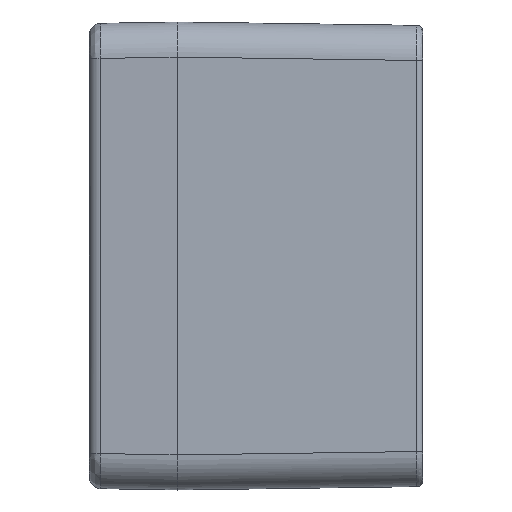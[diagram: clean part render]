
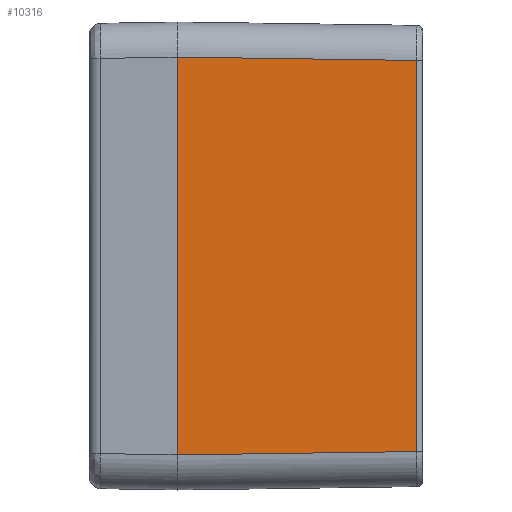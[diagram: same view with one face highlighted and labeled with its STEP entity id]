
A CAD part, left-side view. The second image highlights one B-rep face of the part: STEP entity #10316.
In plain terms, the highlighted planar face has unit normal (-1, -0.014, 0).
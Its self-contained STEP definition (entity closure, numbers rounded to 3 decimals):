
#141 = EDGE_CURVE ( 'NONE', #2691, #7672, #12402, .T. ) ;
#207 = PLANE ( 'NONE',  #6206 ) ;
#704 = ORIENTED_EDGE ( 'NONE', *, *, #8816, .F. ) ;
#761 = B_SPLINE_CURVE_WITH_KNOTS ( 'NONE', 3,
 ( #3046, #10709, #8544, #12921 ),
 .UNSPECIFIED., .F., .F.,
 ( 4, 4 ),
 ( 0., 1. ),
 .UNSPECIFIED. ) ;
#856 = EDGE_CURVE ( 'NONE', #2691, #10635, #8354, .T. ) ;
#1288 = ORIENTED_EDGE ( 'NONE', *, *, #856, .F. ) ;
#1341 = CARTESIAN_POINT ( 'NONE',  ( -86.927, 0.986, -33.428 ) ) ;
#2691 = VERTEX_POINT ( 'NONE', #14166 ) ;
#3046 = CARTESIAN_POINT ( 'NONE',  ( -86.927, 0.986, 33.428 ) ) ;
#3332 = CARTESIAN_POINT ( 'NONE',  ( -87.118, 14.657, 33.619 ) ) ;
#3516 = DIRECTION ( 'NONE',  ( -1., -0.014, 0. ) ) ;
#3575 = EDGE_CURVE ( 'NONE', #10635, #11075, #13658, .T. ) ;
#4202 = CARTESIAN_POINT ( 'NONE',  ( -86.927, 0.986, 33.428 ) ) ;
#4259 = ORIENTED_EDGE ( 'NONE', *, *, #3575, .F. ) ;
#4444 = CARTESIAN_POINT ( 'NONE',  ( -87.309, 28.329, -33.81 ) ) ;
#4585 = CARTESIAN_POINT ( 'NONE',  ( -87.5, 42., -43.54 ) ) ;
#4872 = CARTESIAN_POINT ( 'NONE',  ( -87.5, 42., -34.001 ) ) ;
#6206 = AXIS2_PLACEMENT_3D ( 'NONE', #4585, #3516, #7881 ) ;
#6224 = VECTOR ( 'NONE', #7127, 1000. ) ;
#7127 = DIRECTION ( 'NONE',  ( 0., 0., 1. ) ) ;
#7560 = CARTESIAN_POINT ( 'NONE',  ( -87.309, 28.329, 33.81 ) ) ;
#7672 = VERTEX_POINT ( 'NONE', #1341 ) ;
#7808 = FACE_OUTER_BOUND ( 'NONE', #13432, .T. ) ;
#7881 = DIRECTION ( 'NONE',  ( -0.014, 1., 0. ) ) ;
#8354 = LINE ( 'NONE', #10501, #6224 ) ;
#8544 = CARTESIAN_POINT ( 'NONE',  ( -86.927, 0.986, -11.143 ) ) ;
#8809 = CARTESIAN_POINT ( 'NONE',  ( -87.118, 14.657, -33.619 ) ) ;
#8816 = EDGE_CURVE ( 'NONE', #11075, #7672, #761, .T. ) ;
#9499 = ORIENTED_EDGE ( 'NONE', *, *, #141, .T. ) ;
#10227 = CARTESIAN_POINT ( 'NONE',  ( -87.5, 42., 34.001 ) ) ;
#10316 = ADVANCED_FACE ( 'NONE', ( #7808 ), #207, .T. ) ;
#10501 = CARTESIAN_POINT ( 'NONE',  ( -87.5, 42., -34.001 ) ) ;
#10635 = VERTEX_POINT ( 'NONE', #10227 ) ;
#10709 = CARTESIAN_POINT ( 'NONE',  ( -86.927, 0.986, 11.143 ) ) ;
#11075 = VERTEX_POINT ( 'NONE', #12773 ) ;
#11993 = CARTESIAN_POINT ( 'NONE',  ( -87.5, 42., 34.001 ) ) ;
#12402 = B_SPLINE_CURVE_WITH_KNOTS ( 'NONE', 3,
 ( #4872, #4444, #8809, #14115 ),
 .UNSPECIFIED., .F., .F.,
 ( 4, 4 ),
 ( 0., 1. ),
 .UNSPECIFIED. ) ;
#12773 = CARTESIAN_POINT ( 'NONE',  ( -86.927, 0.986, 33.428 ) ) ;
#12921 = CARTESIAN_POINT ( 'NONE',  ( -86.927, 0.986, -33.428 ) ) ;
#13432 = EDGE_LOOP ( 'NONE', ( #4259, #1288, #9499, #704 ) ) ;
#13658 = B_SPLINE_CURVE_WITH_KNOTS ( 'NONE', 3,
 ( #11993, #7560, #3332, #4202 ),
 .UNSPECIFIED., .F., .F.,
 ( 4, 4 ),
 ( 0., 1. ),
 .UNSPECIFIED. ) ;
#14115 = CARTESIAN_POINT ( 'NONE',  ( -86.927, 0.986, -33.428 ) ) ;
#14166 = CARTESIAN_POINT ( 'NONE',  ( -87.5, 42., -34.001 ) ) ;
